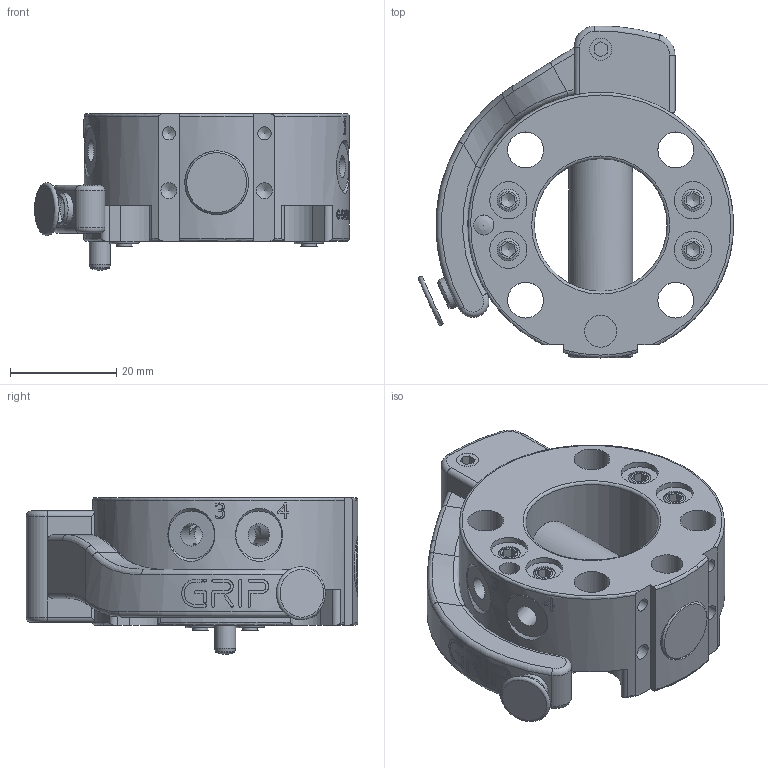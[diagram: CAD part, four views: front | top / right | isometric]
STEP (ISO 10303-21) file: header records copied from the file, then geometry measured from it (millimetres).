
FILE_DESCRIPTION(/* description */ ('','CAx-IF Rec.Pracs.---Representation and Presentation of Product Manufacturing Information (PMI)---4.0---2014-10-13'),/* implementation_level */ '2;1');
FILE_NAME(/* name */ 'G-SHS050-O-K040-4P_Rev.1.01.stp',/* time_stamp */ '2025-05-21T09:58:05+02:00',/* author */ ('mbecker'),/* organization */ (''),/* preprocessor_version */ 'ST-DEVELOPER v20',/* originating_system */ 'Autodesk Inventor 2024',/* authorisation */ '');
FILE_SCHEMA (('AP242_MANAGED_MODEL_BASED_3D_ENGINEERING_MIM_LF { 1 0 10303 442 1 1 4 }'));
Length unit declared in the file: millimetre
Products named in the file (1): G-SHS050-O-K040-4P_Rev.1.01
Bounding box: 59.3 x 62.48 x 29.5 mm (x, y, z)
Volume: 38555 mm3; surface area: 16184.6 mm2
Topology: 1 solids, 8 shells, 701 faces, 1821 edges, 1200 vertices
Faces by surface type: plane 262, bspline 203, cylinder 146, cone 50, torus 38, sphere 2
Full cylindrical faces by diameter (mm): 2.5 x2, 2.8 x6, 3 x6, 3.1 x1, 3.5 x1, 3.8 x1, 4 x2, 4.2 x14, 6 x2, 6.5 x8, 6.75 x4, 7 x4, 12 x2, 25 x1
Entity records: 31457 total; most frequent: CARTESIAN_POINT 14637, ORIENTED_EDGE 3610, DIRECTION 2790, EDGE_CURVE 1805, VERTEX_POINT 1200, AXIS2_PLACEMENT_3D 1007, EDGE_LOOP 813, LINE 776
